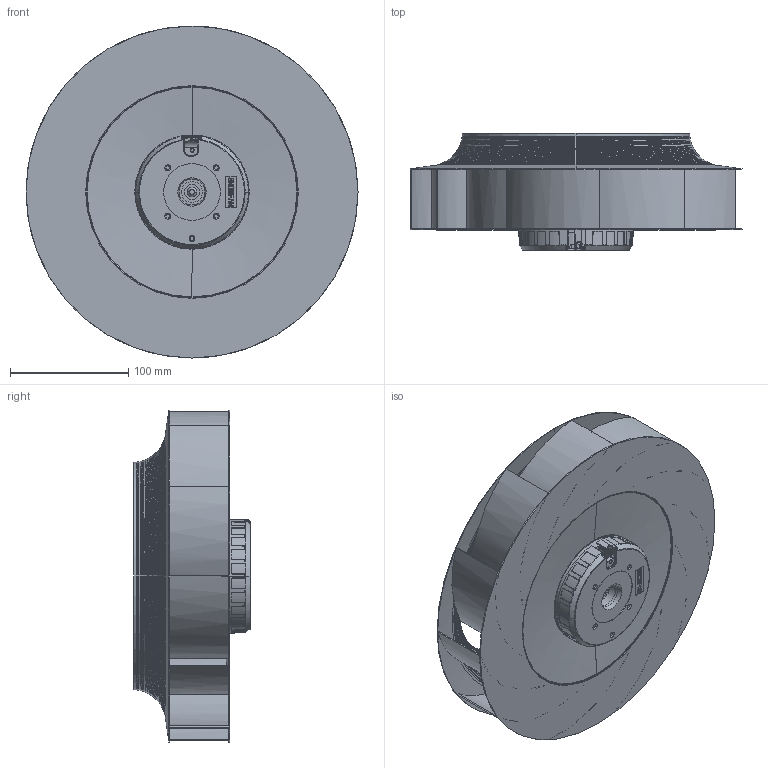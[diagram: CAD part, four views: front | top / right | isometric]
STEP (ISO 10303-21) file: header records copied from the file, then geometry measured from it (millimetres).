
FILE_DESCRIPTION((''),'2;1');
FILE_NAME('EC280_ASM','2019-04-20T',('Administrator'),(''),'PRO/ENGINEER BY PARAMETRIC TECHNOLOGY CORPORATION, 2009440','PRO/ENGINEER BY PARAMETRIC TECHNOLOGY CORPORATION, 2009440','');
FILE_SCHEMA(('CONFIG_CONTROL_DESIGN'));
Products named in the file (6): TIEKE-2_1; ASM0005_ASM_1_ASM_ASM; PRT0015; 22599-92_ASM_ASM; 92-DIZUO; EC280_ASM
Assembly tree (5 placements, depth 4):
  EC280_ASM
    22599-92_ASM_ASM
      ASM0005_ASM_1_ASM_ASM
        TIEKE-2_1
      PRT0015
    92-DIZUO
Bounding box: 281.28 x 99 x 281.28 mm (x, y, z)
Volume: 242088.6 mm3; surface area: 410337.9 mm2
Topology: 3 solids, 3 shells, 1416 faces, 3912 edges, 2502 vertices
Faces by surface type: cone 477, plane 335, cylinder 327, torus 149, bspline 118, sphere 10
Entity records: 54139 total; most frequent: CARTESIAN_POINT 19938, ORIENTED_EDGE 7802, DIRECTION 6516, EDGE_CURVE 3901, AXIS2_PLACEMENT_3D 2700, VERTEX_POINT 2502, EDGE_LOOP 1455, FACE_OUTER_BOUND 1416
